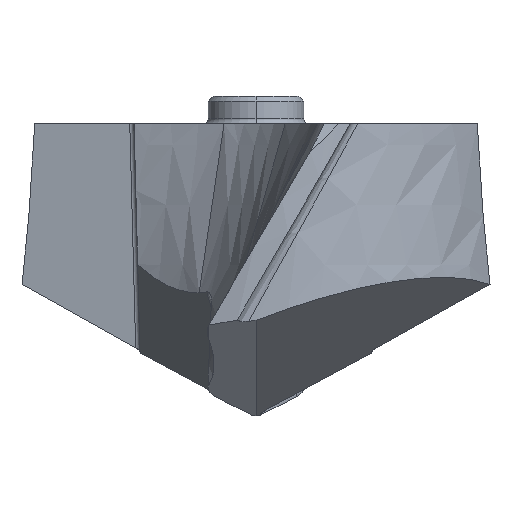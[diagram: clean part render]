
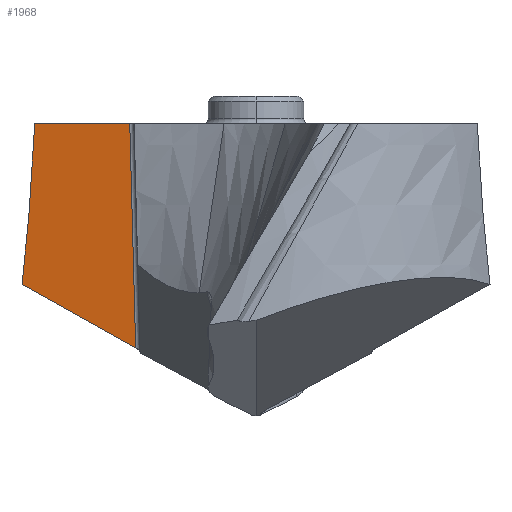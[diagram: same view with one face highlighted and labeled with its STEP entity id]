
A CAD part, left-side view. The second image highlights one B-rep face of the part: STEP entity #1968.
In plain terms, the highlighted planar face has unit normal (-0.925, 0.337, 0.174).
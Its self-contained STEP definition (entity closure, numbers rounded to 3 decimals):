
#205=DIRECTION('',(0.342,0.94,0.));
#206=VECTOR('',#205,3.146);
#207=CARTESIAN_POINT('',(3.186,3.929,0.));
#208=LINE('',#207,#206);
#445=DIRECTION('',(-0.379,-0.808,-0.451));
#446=VECTOR('',#445,4.376);
#447=CARTESIAN_POINT('',(3.467,7.282,-5.005));
#448=LINE('',#447,#446);
#453=CARTESIAN_POINT('',(4.262,6.885,0.));
#454=CARTESIAN_POINT('',(4.197,6.907,-0.387));
#455=CARTESIAN_POINT('',(4.075,6.948,-1.117));
#456=CARTESIAN_POINT('',(3.918,7.009,-2.074));
#457=CARTESIAN_POINT('',(3.785,7.071,-2.904));
#458=CARTESIAN_POINT('',(3.668,7.136,-3.652));
#459=CARTESIAN_POINT('',(3.563,7.206,-4.348));
#460=CARTESIAN_POINT('',(3.498,7.256,-4.79));
#461=CARTESIAN_POINT('',(3.467,7.282,-5.005));
#463=CARTESIAN_POINT('',(3.467,7.282,-5.005));
#488=CARTESIAN_POINT('',(3.186,3.929,0.));
#504=DIRECTION('',(0.193,0.026,0.981));
#505=VECTOR('',#504,7.114);
#506=CARTESIAN_POINT('',(1.81,3.746,-6.978));
#507=LINE('',#506,#505);
#1067=VERTEX_POINT('',#488);
#1068=CARTESIAN_POINT('',(4.262,6.885,0.));
#1069=VERTEX_POINT('',#1068);
#1107=VERTEX_POINT('',#463);
#1108=CARTESIAN_POINT('',(1.81,3.746,-6.978));
#1109=VERTEX_POINT('',#1108);
#1956=CARTESIAN_POINT('',(-0.394,3.326,
-17.908));
#1957=DIRECTION('',(0.925,-0.337,-0.174));
#1958=DIRECTION('',(0.326,0.941,-0.089));
#1959=AXIS2_PLACEMENT_3D('',#1956,#1957,#1958);
#1960=PLANE('',#1959);
#1961=ORIENTED_EDGE('',*,*,#1431,.F.);
#1963=ORIENTED_EDGE('',*,*,#1962,.F.);
#1964=ORIENTED_EDGE('',*,*,#1849,.F.);
#1965=ORIENTED_EDGE('',*,*,#1941,.F.);
#1966=EDGE_LOOP('',(#1961,#1963,#1964,#1965));
#1967=FACE_OUTER_BOUND('',#1966,.F.);
#462=B_SPLINE_CURVE_WITH_KNOTS('',3,(#453,#454,#455,#456,#457,#458,#459,#460,
#461),.UNSPECIFIED.,.F.,.F.,(4,1,1,1,1,1,4),(0.,0.167,
0.333,0.5,0.667,0.833,1.),
.UNSPECIFIED.);
#1431=EDGE_CURVE('',#1067,#1069,#208,.T.);
#1849=EDGE_CURVE('',#1107,#1109,#448,.T.);
#1941=EDGE_CURVE('',#1069,#1107,#462,.T.);
#1962=EDGE_CURVE('',#1109,#1067,#507,.T.);
#1968=ADVANCED_FACE('',(#1967),#1960,.F.);
